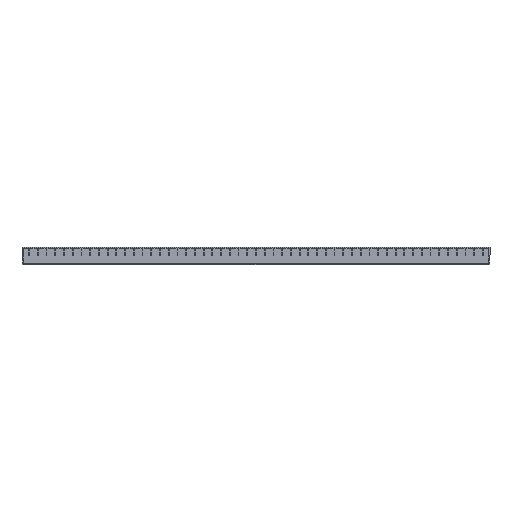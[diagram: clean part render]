
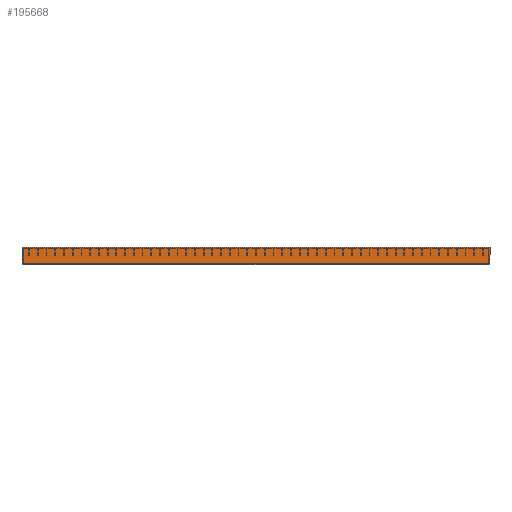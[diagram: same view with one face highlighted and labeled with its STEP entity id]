
A CAD part, top view. The second image highlights one B-rep face of the part: STEP entity #195668.
In plain terms, the highlighted planar face has unit normal (0, 0, 1).
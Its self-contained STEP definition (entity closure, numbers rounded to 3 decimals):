
#4788 = LINE ( 'NONE', #257351, #178037 ) ;
#11469 = VERTEX_POINT ( 'NONE', #186696 ) ;
#15034 = CARTESIAN_POINT ( 'NONE',  ( 590., 10., 0. ) ) ;
#25212 = CARTESIAN_POINT ( 'NONE',  ( 590., 10., 0. ) ) ;
#28390 = CARTESIAN_POINT ( 'NONE',  ( 0., 10., 0. ) ) ;
#28904 = DIRECTION ( 'NONE',  ( -1., 0., 0. ) ) ;
#34118 = EDGE_CURVE ( 'NONE', #236635, #258038, #50339, .T. ) ;
#38686 = PLANE ( 'NONE',  #52862 ) ;
#48600 = CARTESIAN_POINT ( 'NONE',  ( 0., 3.333, 0. ) ) ;
#50339 = B_SPLINE_CURVE_WITH_KNOTS ( 'NONE', 3,
 ( #258633, #153584, #48600, #28390 ),
 .UNSPECIFIED., .F., .F.,
 ( 4, 4 ),
 ( 0., 1. ),
 .UNSPECIFIED. ) ;
#52862 = AXIS2_PLACEMENT_3D ( 'NONE', #15034, #162995, #58886 ) ;
#53714 = LINE ( 'NONE', #25212, #184418 ) ;
#58886 = DIRECTION ( 'NONE',  ( 0., 1., 0. ) ) ;
#74162 = EDGE_CURVE ( 'NONE', #81486, #258038, #271057, .T. ) ;
#77347 = CARTESIAN_POINT ( 'NONE',  ( 590., 10., 0. ) ) ;
#81486 = VERTEX_POINT ( 'NONE', #186308 ) ;
#107748 = VECTOR ( 'NONE', #141292, 1000. ) ;
#108105 = EDGE_LOOP ( 'NONE', ( #267710, #226573, #173194, #140215 ) ) ;
#112120 = CARTESIAN_POINT ( 'NONE',  ( 0., 10., 0. ) ) ;
#124388 = EDGE_CURVE ( 'NONE', #11469, #236635, #4788, .T. ) ;
#140215 = ORIENTED_EDGE ( 'NONE', *, *, #233040, .F. ) ;
#141292 = DIRECTION ( 'NONE',  ( -1., 0., 0. ) ) ;
#142412 = FACE_OUTER_BOUND ( 'NONE', #108105, .T. ) ;
#153584 = CARTESIAN_POINT ( 'NONE',  ( 0., -3.333, 0. ) ) ;
#162995 = DIRECTION ( 'NONE',  ( 0., 0., -1. ) ) ;
#173194 = ORIENTED_EDGE ( 'NONE', *, *, #124388, .F. ) ;
#178037 = VECTOR ( 'NONE', #28904, 1000. ) ;
#184418 = VECTOR ( 'NONE', #214325, 1000. ) ;
#186308 = CARTESIAN_POINT ( 'NONE',  ( 590., 10., 0. ) ) ;
#186696 = CARTESIAN_POINT ( 'NONE',  ( 590., -10., 0. ) ) ;
#195668 = ADVANCED_FACE ( 'NONE', ( #142412 ), #38686, .F. ) ;
#196697 = CARTESIAN_POINT ( 'NONE',  ( 0., -10., 0. ) ) ;
#214325 = DIRECTION ( 'NONE',  ( 0., -1., 0. ) ) ;
#226573 = ORIENTED_EDGE ( 'NONE', *, *, #34118, .F. ) ;
#233040 = EDGE_CURVE ( 'NONE', #81486, #11469, #53714, .T. ) ;
#236635 = VERTEX_POINT ( 'NONE', #196697 ) ;
#257351 = CARTESIAN_POINT ( 'NONE',  ( 590., -10., 0. ) ) ;
#258038 = VERTEX_POINT ( 'NONE', #112120 ) ;
#258633 = CARTESIAN_POINT ( 'NONE',  ( 0., -10., 0. ) ) ;
#267710 = ORIENTED_EDGE ( 'NONE', *, *, #74162, .T. ) ;
#271057 = LINE ( 'NONE', #77347, #107748 ) ;
